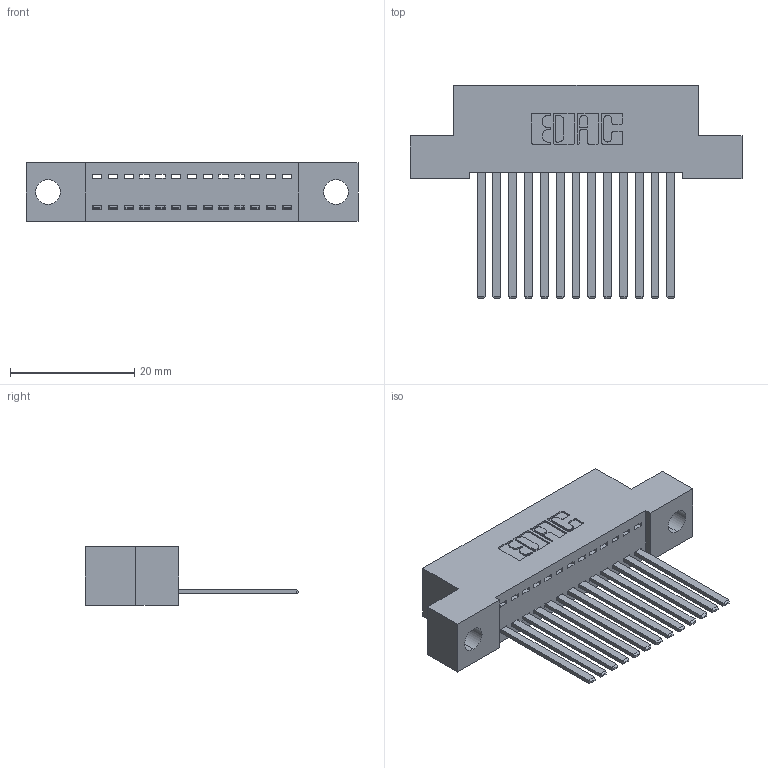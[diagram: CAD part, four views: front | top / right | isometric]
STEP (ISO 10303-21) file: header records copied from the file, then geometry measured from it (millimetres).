
FILE_DESCRIPTION (( 'STEP AP203' ), '1' );
FILE_NAME ('342-013-544-104.STEP', '2019-10-01T16:11:43', ( '' ), ( '' ), 'SwSTEP 2.0', 'SolidWorks 2016', '' );
FILE_SCHEMA (( 'CONFIG_CONTROL_DESIGN' ));
Length unit declared in the file: inch
Products named in the file (3): 342-013-544-104; 342 Part_.156 TH; 345-292-001_345-293-144
Assembly tree (14 placements, depth 2):
  342-013-544-104
    342 Part_.156 TH
    345-292-001_345-293-144  x13
Bounding box: 53.34 x 34.3 x 9.4 mm (x, y, z)
Volume: 4633.6 mm3; surface area: 6510 mm2
Topology: 14 solids, 14 shells, 786 faces, 2353 edges, 1550 vertices
Faces by surface type: plane 560, cylinder 226
Entity records: 11385 total; most frequent: CARTESIAN_POINT 1973, ORIENTED_EDGE 1922, DIRECTION 1719, EDGE_CURVE 961, LINE 837, VECTOR 837, VERTEX_POINT 638, AXIS2_PLACEMENT_3D 441
